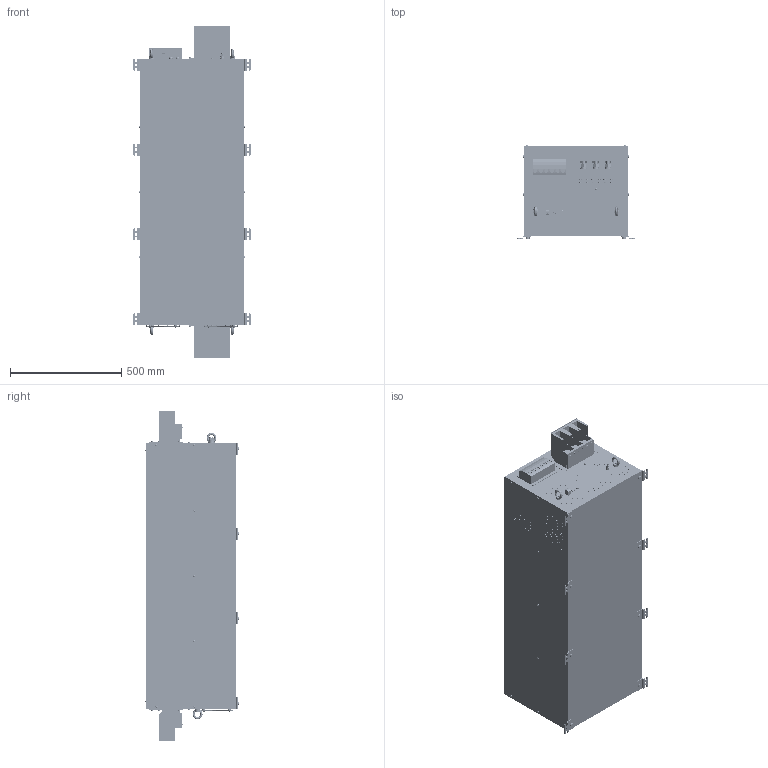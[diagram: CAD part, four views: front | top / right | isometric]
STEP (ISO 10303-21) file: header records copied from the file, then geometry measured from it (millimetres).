
FILE_DESCRIPTION (( 'STEP AP214' ), '1' );
FILE_NAME ('480226.STEP', '2025-05-05T15:20:56', ( '' ), ( '' ), 'SwSTEP 2.0', 'SolidWorks 2022', '' );
FILE_SCHEMA (( 'AUTOMOTIVE_DESIGN' ));
Products named in the file (1): 480226
Bounding box: 527.5 x 419.4 x 1494.6 mm (x, y, z)
Volume: 230534627.7 mm3; surface area: 3019389.8 mm2
Topology: 1 solids, 18 shells, 7118 faces, 16063 edges, 10346 vertices
Faces by surface type: cylinder 3533, plane 3073, bspline 268, torus 162, sphere 60, cone 22
Entity records: 211034 total; most frequent: CARTESIAN_POINT 46888, DIRECTION 36738, ORIENTED_EDGE 31630, EDGE_CURVE 15815, AXIS2_PLACEMENT_3D 14960, VERTEX_POINT 10346, EDGE_LOOP 8935, CIRCLE 8109
